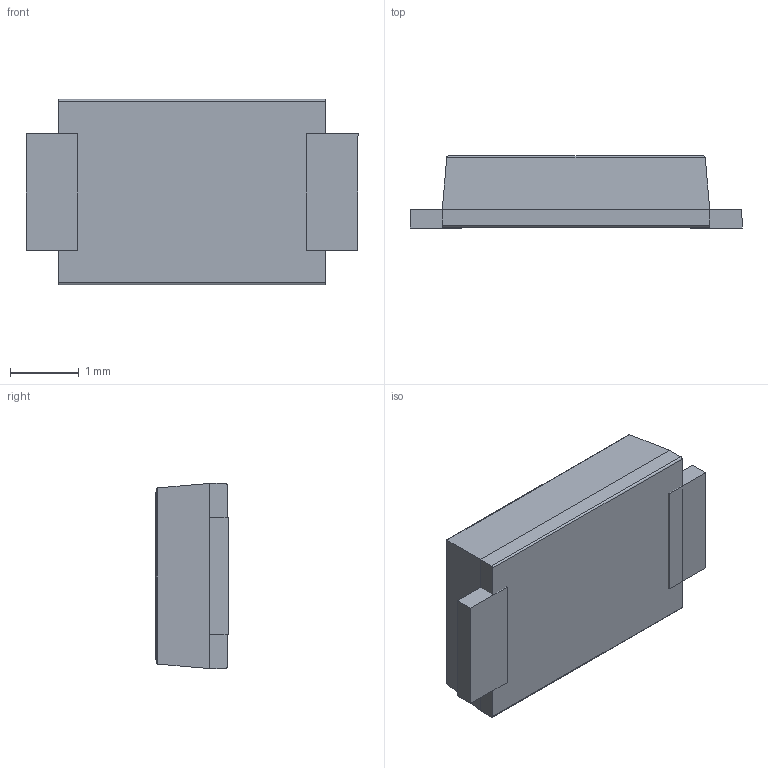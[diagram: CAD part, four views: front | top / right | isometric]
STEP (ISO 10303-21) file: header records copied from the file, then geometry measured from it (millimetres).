
FILE_DESCRIPTION(/* description */ ('Alibre Inc.'),/* implementation_level */ '2;1');
FILE_NAME(/* name */ 'export-DD7E6778-49EC-46FD-BBA3-26DFB7FF58B0',/* time_stamp */ '2020-12-17T09:05:37-06:00',/* author */ (''),/* organization */ (''),/* preprocessor_version */ 'ST-DEVELOPER v17',/* originating_system */ 'Alibre',/* authorisation */ '');
FILE_SCHEMA (('AUTOMOTIVE_DESIGN'));
Length unit declared in the file: millimetre
Bounding box: 4.84 x 1.05 x 2.7 mm (x, y, z)
Volume: 11.3 mm3; surface area: 41.3 mm2
Topology: 3 solids, 3 shells, 33 faces, 70 edges, 44 vertices
Faces by surface type: plane 27, cylinder 6
Entity records: 944 total; most frequent: CARTESIAN_POINT 151, ORIENTED_EDGE 140, DIRECTION 125, EDGE_CURVE 70, VECTOR 62, LINE 62, AXIS2_PLACEMENT_3D 45, VERTEX_POINT 44
